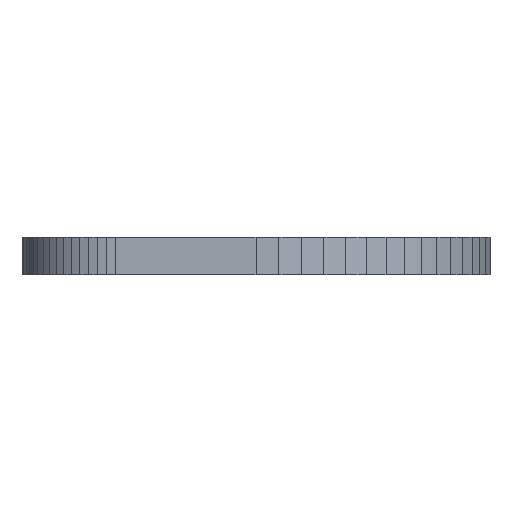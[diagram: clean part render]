
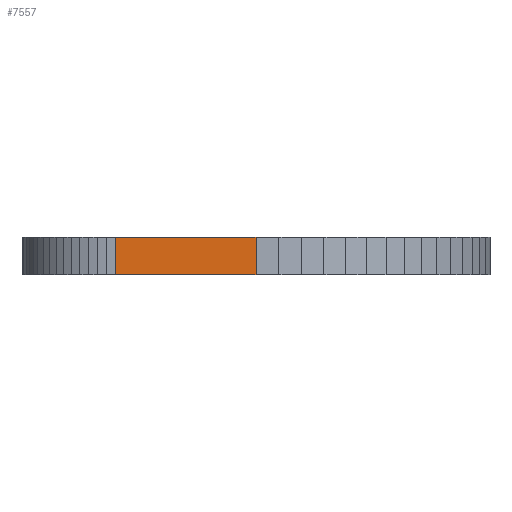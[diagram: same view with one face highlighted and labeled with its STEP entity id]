
A CAD part, front view. The second image highlights one B-rep face of the part: STEP entity #7557.
In plain terms, the highlighted planar face has unit normal (0, -1, 0).
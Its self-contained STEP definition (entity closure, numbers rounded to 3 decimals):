
#72 = PLANE('',#73);
#73 = AXIS2_PLACEMENT_3D('',#74,#75,#76);
#74 = CARTESIAN_POINT('',(-28.108,-8.108,0.));
#75 = DIRECTION('',(0.,0.,-1.));
#76 = DIRECTION('',(-1.,0.,0.));
#126 = PLANE('',#127);
#127 = AXIS2_PLACEMENT_3D('',#128,#129,#130);
#128 = CARTESIAN_POINT('',(-28.108,-8.108,2.));
#129 = DIRECTION('',(0.,0.,1.));
#130 = DIRECTION('',(1.,0.,0.));
#396 = VERTEX_POINT('',#397);
#397 = CARTESIAN_POINT('',(-35.,-20.,2.));
#411 = PLANE('',#412);
#412 = AXIS2_PLACEMENT_3D('',#413,#414,#415);
#413 = CARTESIAN_POINT('',(-35.245,-19.988,1.));
#414 = DIRECTION('',(-0.049,-0.999,
    0.));
#415 = DIRECTION('',(-0.999,0.049,0.));
#423 = EDGE_CURVE('',#424,#396,#426,.T.);
#424 = VERTEX_POINT('',#425);
#425 = CARTESIAN_POINT('',(-27.5,-20.,2.));
#426 = SURFACE_CURVE('',#427,(#431,#438),.PCURVE_S1.);
#427 = LINE('',#428,#429);
#428 = CARTESIAN_POINT('',(-27.5,-20.,2.));
#429 = VECTOR('',#430,1.);
#430 = DIRECTION('',(-1.,0.,0.));
#431 = PCURVE('',#126,#432);
#432 = DEFINITIONAL_REPRESENTATION('',(#433),#437);
#433 = LINE('',#434,#435);
#434 = CARTESIAN_POINT('',(0.608,-11.892));
#435 = VECTOR('',#436,1.);
#436 = DIRECTION('',(-1.,0.));
#437 = ( GEOMETRIC_REPRESENTATION_CONTEXT(2) 
PARAMETRIC_REPRESENTATION_CONTEXT() REPRESENTATION_CONTEXT('2D SPACE',''
  ) );
#438 = PCURVE('',#439,#444);
#439 = PLANE('',#440);
#440 = AXIS2_PLACEMENT_3D('',#441,#442,#443);
#441 = CARTESIAN_POINT('',(-31.25,-20.,1.));
#442 = DIRECTION('',(0.,-1.,0.));
#443 = DIRECTION('',(0.,0.,-1.));
#444 = DEFINITIONAL_REPRESENTATION('',(#445),#449);
#445 = LINE('',#446,#447);
#446 = CARTESIAN_POINT('',(-1.,3.75));
#447 = VECTOR('',#448,1.);
#448 = DIRECTION('',(0.,-1.));
#449 = ( GEOMETRIC_REPRESENTATION_CONTEXT(2) 
PARAMETRIC_REPRESENTATION_CONTEXT() REPRESENTATION_CONTEXT('2D SPACE',''
  ) );
#467 = PLANE('',#468);
#468 = AXIS2_PLACEMENT_3D('',#469,#470,#471);
#469 = CARTESIAN_POINT('',(-26.887,-19.97,1.));
#470 = DIRECTION('',(0.049,-0.999,0.));
#471 = DIRECTION('',(-0.999,-0.049,0.));
#4350 = VERTEX_POINT('',#4351);
#4351 = CARTESIAN_POINT('',(-27.5,-20.,0.));
#4372 = EDGE_CURVE('',#4373,#4350,#4375,.T.);
#4373 = VERTEX_POINT('',#4374);
#4374 = CARTESIAN_POINT('',(-35.,-20.,0.));
#4375 = SURFACE_CURVE('',#4376,(#4380,#4387),.PCURVE_S1.);
#4376 = LINE('',#4377,#4378);
#4377 = CARTESIAN_POINT('',(-35.,-20.,0.));
#4378 = VECTOR('',#4379,1.);
#4379 = DIRECTION('',(1.,0.,0.));
#4380 = PCURVE('',#72,#4381);
#4381 = DEFINITIONAL_REPRESENTATION('',(#4382),#4386);
#4382 = LINE('',#4383,#4384);
#4383 = CARTESIAN_POINT('',(6.892,-11.892));
#4384 = VECTOR('',#4385,1.);
#4385 = DIRECTION('',(-1.,0.));
#4386 = ( GEOMETRIC_REPRESENTATION_CONTEXT(2) 
PARAMETRIC_REPRESENTATION_CONTEXT() REPRESENTATION_CONTEXT('2D SPACE',''
  ) );
#4387 = PCURVE('',#439,#4388);
#4388 = DEFINITIONAL_REPRESENTATION('',(#4389),#4393);
#4389 = LINE('',#4390,#4391);
#4390 = CARTESIAN_POINT('',(1.,-3.75));
#4391 = VECTOR('',#4392,1.);
#4392 = DIRECTION('',(0.,1.));
#4393 = ( GEOMETRIC_REPRESENTATION_CONTEXT(2) 
PARAMETRIC_REPRESENTATION_CONTEXT() REPRESENTATION_CONTEXT('2D SPACE',''
  ) );
#7536 = EDGE_CURVE('',#4350,#424,#7537,.T.);
#7537 = SURFACE_CURVE('',#7538,(#7542,#7549),.PCURVE_S1.);
#7538 = LINE('',#7539,#7540);
#7539 = CARTESIAN_POINT('',(-27.5,-20.,0.));
#7540 = VECTOR('',#7541,1.);
#7541 = DIRECTION('',(0.,0.,1.));
#7542 = PCURVE('',#467,#7543);
#7543 = DEFINITIONAL_REPRESENTATION('',(#7544),#7548);
#7544 = LINE('',#7545,#7546);
#7545 = CARTESIAN_POINT('',(0.613,1.));
#7546 = VECTOR('',#7547,1.);
#7547 = DIRECTION('',(0.,-1.));
#7548 = ( GEOMETRIC_REPRESENTATION_CONTEXT(2) 
PARAMETRIC_REPRESENTATION_CONTEXT() REPRESENTATION_CONTEXT('2D SPACE',''
  ) );
#7549 = PCURVE('',#439,#7550);
#7550 = DEFINITIONAL_REPRESENTATION('',(#7551),#7555);
#7551 = LINE('',#7552,#7553);
#7552 = CARTESIAN_POINT('',(1.,3.75));
#7553 = VECTOR('',#7554,1.);
#7554 = DIRECTION('',(-1.,0.));
#7555 = ( GEOMETRIC_REPRESENTATION_CONTEXT(2) 
PARAMETRIC_REPRESENTATION_CONTEXT() REPRESENTATION_CONTEXT('2D SPACE',''
  ) );
#7557 = ADVANCED_FACE('',(#7558),#439,.T.);
#7558 = FACE_BOUND('',#7559,.T.);
#7559 = EDGE_LOOP('',(#7560,#7561,#7582,#7583));
#7560 = ORIENTED_EDGE('',*,*,#423,.T.);
#7561 = ORIENTED_EDGE('',*,*,#7562,.T.);
#7562 = EDGE_CURVE('',#396,#4373,#7563,.T.);
#7563 = SURFACE_CURVE('',#7564,(#7568,#7575),.PCURVE_S1.);
#7564 = LINE('',#7565,#7566);
#7565 = CARTESIAN_POINT('',(-35.,-20.,2.));
#7566 = VECTOR('',#7567,1.);
#7567 = DIRECTION('',(0.,0.,-1.));
#7568 = PCURVE('',#439,#7569);
#7569 = DEFINITIONAL_REPRESENTATION('',(#7570),#7574);
#7570 = LINE('',#7571,#7572);
#7571 = CARTESIAN_POINT('',(-1.,-3.75));
#7572 = VECTOR('',#7573,1.);
#7573 = DIRECTION('',(1.,0.));
#7574 = ( GEOMETRIC_REPRESENTATION_CONTEXT(2) 
PARAMETRIC_REPRESENTATION_CONTEXT() REPRESENTATION_CONTEXT('2D SPACE',''
  ) );
#7575 = PCURVE('',#411,#7576);
#7576 = DEFINITIONAL_REPRESENTATION('',(#7577),#7581);
#7577 = LINE('',#7578,#7579);
#7578 = CARTESIAN_POINT('',(-0.245,-1.));
#7579 = VECTOR('',#7580,1.);
#7580 = DIRECTION('',(0.,1.));
#7581 = ( GEOMETRIC_REPRESENTATION_CONTEXT(2) 
PARAMETRIC_REPRESENTATION_CONTEXT() REPRESENTATION_CONTEXT('2D SPACE',''
  ) );
#7582 = ORIENTED_EDGE('',*,*,#4372,.T.);
#7583 = ORIENTED_EDGE('',*,*,#7536,.T.);
